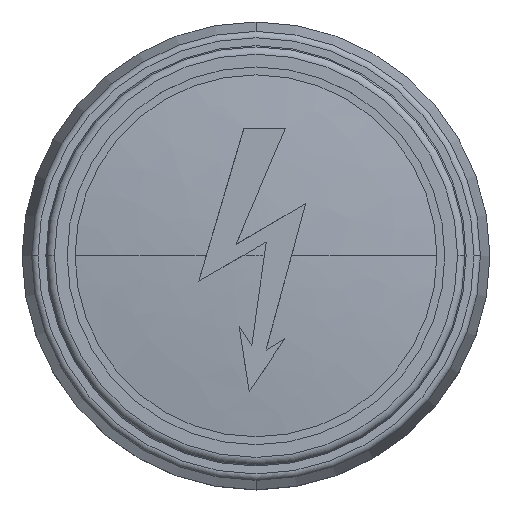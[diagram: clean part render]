
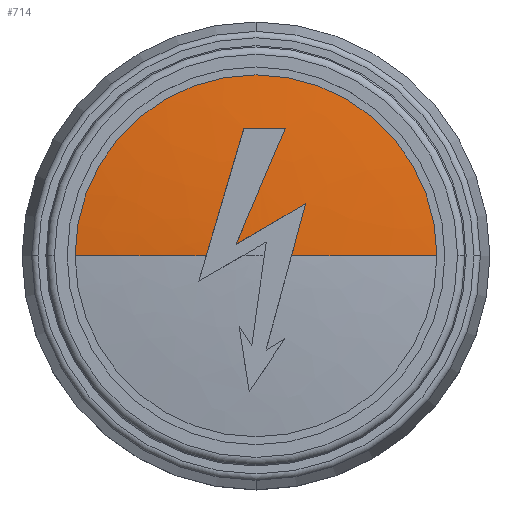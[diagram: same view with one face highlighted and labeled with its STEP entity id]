
A CAD part, top view. The second image highlights one B-rep face of the part: STEP entity #714.
In plain terms, the highlighted free-form (B-spline) face has degree [2, 2] with [3, 9] control points.
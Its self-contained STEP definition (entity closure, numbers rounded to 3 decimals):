
#214=CARTESIAN_POINT('',(0.,11.41,10.));
#215=VERTEX_POINT('',#214);
#224=CARTESIAN_POINT('',(11.41,0.0,10.0));
#225=VERTEX_POINT('',#224);
#226=CARTESIAN_POINT('',(0.,0.0,10.));
#227=DIRECTION('',(0.0,0.0,1.0));
#228=DIRECTION('',(0.0,1.0,0.0));
#229=AXIS2_PLACEMENT_3D('',#226,#227,#228);
#230=CIRCLE('',#229,11.41);
#231=EDGE_CURVE('',#225,#215,#230,.T.);
#598=CARTESIAN_POINT('',(-11.41,0.,10.));
#599=CARTESIAN_POINT('',(-6.296,0.,10.654));
#600=CARTESIAN_POINT('',(-1.142,0.,10.779));
#601=CARTESIAN_POINT('',(-11.41,11.41,10.));
#602=CARTESIAN_POINT('',(-6.296,6.296,10.654));
#603=CARTESIAN_POINT('',(-1.142,1.142,10.779));
#604=CARTESIAN_POINT('',(0.,11.41,10.));
#605=CARTESIAN_POINT('',(0.,6.296,10.654));
#606=CARTESIAN_POINT('',(0.,1.142,10.779));
#607=CARTESIAN_POINT('',(11.41,11.41,10.));
#608=CARTESIAN_POINT('',(6.296,6.296,10.654));
#609=CARTESIAN_POINT('',(1.142,1.142,10.779));
#610=CARTESIAN_POINT('',(11.41,0.,10.));
#611=CARTESIAN_POINT('',(6.296,0.,10.654));
#612=CARTESIAN_POINT('',(1.142,0.,10.779));
#613=CARTESIAN_POINT('',(11.41,-11.41,10.));
#614=CARTESIAN_POINT('',(6.296,-6.296,10.654));
#615=CARTESIAN_POINT('',(1.142,-1.142,10.779));
#616=CARTESIAN_POINT('',(0.,-11.41,10.));
#617=CARTESIAN_POINT('',(0.,-6.296,10.654));
#618=CARTESIAN_POINT('',(0.,-1.142,10.779));
#619=CARTESIAN_POINT('',(-11.41,-11.41,10.));
#620=CARTESIAN_POINT('',(-6.296,-6.296,10.654));
#621=CARTESIAN_POINT('',(-1.142,-1.142,10.779));
#622=CARTESIAN_POINT('',(-11.41,0.,10.));
#623=CARTESIAN_POINT('',(-6.296,0.,10.654));
#624=CARTESIAN_POINT('',(-1.142,0.,10.779));
#632=(BOUNDED_SURFACE()B_SPLINE_SURFACE(2,2,((#598,#601,#604,#607,#610,#613,#616,#619,#622),(#599,#602,#605,#608,#611,#614,#617,#620,#623),(#600,#603,#606,#609,#612,#615,#618,#621,#624)),.UNSPECIFIED.,.F.,.T.,.U.)B_SPLINE_SURFACE_WITH_KNOTS((3,3),(3,2,2,2,3),(1.444,1.547),(0.0,1.571,3.142,4.712,6.283),.UNSPECIFIED.)GEOMETRIC_REPRESENTATION_ITEM()RATIONAL_B_SPLINE_SURFACE(((1.0,0.707,1.0,0.707,1.0,0.707,1.0,0.707,1.0),(0.999,0.706,0.999,0.706,0.999,0.706,0.999,0.706,0.999),(1.0,0.707,1.0,0.707,1.0,0.707,1.0,0.707,1.0)))REPRESENTATION_ITEM('')SURFACE());
#633=CARTESIAN_POINT('',(2.241,0.,10.746));
#634=VERTEX_POINT('',#633);
#635=CARTESIAN_POINT('',(-1.278,0.0,-89.192));
#636=DIRECTION('',(0.0,1.0,0.0));
#637=DIRECTION('',(1.0,0.0,0.0));
#638=AXIS2_PLACEMENT_3D('',#635,#636,#637);
#639=CIRCLE('',#638,100.0);
#640=EDGE_CURVE('',#634,#225,#639,.T.);
#641=ORIENTED_EDGE('',*,*,#640,.T.);
#642=ORIENTED_EDGE('',*,*,#231,.T.);
#643=CARTESIAN_POINT('',(-11.41,0.,10.0));
#644=VERTEX_POINT('',#643);
#645=CARTESIAN_POINT('',(0.,0.0,10.));
#646=DIRECTION('',(0.0,0.0,1.0));
#647=DIRECTION('',(0.0,1.0,0.0));
#648=AXIS2_PLACEMENT_3D('',#645,#646,#647);
#649=CIRCLE('',#648,11.41);
#650=EDGE_CURVE('',#215,#644,#649,.T.);
#651=ORIENTED_EDGE('',*,*,#650,.T.);
#652=CARTESIAN_POINT('',(-3.14,0.,10.711));
#653=VERTEX_POINT('',#652);
#654=CARTESIAN_POINT('',(1.278,0.,-89.192));
#655=DIRECTION('',(0.0,-1.0,0.0));
#656=DIRECTION('',(-1.0,0.0,0.0));
#657=AXIS2_PLACEMENT_3D('',#654,#655,#656);
#658=CIRCLE('',#657,100.0);
#659=EDGE_CURVE('',#653,#644,#658,.T.);
#660=ORIENTED_EDGE('',*,*,#659,.F.);
#661=CARTESIAN_POINT('',(-0.764,8.06,10.368));
#662=VERTEX_POINT('',#661);
#663=CARTESIAN_POINT('',(-3.14,0.,10.711));
#664=CARTESIAN_POINT('',(-3.056,0.285,10.714));
#665=CARTESIAN_POINT('',(-2.973,0.569,10.716));
#666=CARTESIAN_POINT('',(-2.2,3.19,10.716));
#667=CARTESIAN_POINT('',(-1.488,5.604,10.592));
#668=CARTESIAN_POINT('',(-0.764,8.06,10.368));
#669=B_SPLINE_CURVE_WITH_KNOTS('',3,(#663,#664,#665,#666,#667,#668),.UNSPECIFIED.,.F.,.U.,(4,2,4),(29.279,29.367,30.098),.UNSPECIFIED.);
#670=EDGE_CURVE('',#653,#662,#669,.T.);
#671=ORIENTED_EDGE('',*,*,#670,.T.);
#672=CARTESIAN_POINT('',(1.851,8.06,10.351));
#673=VERTEX_POINT('',#672);
#674=CARTESIAN_POINT('',(-0.764,8.06,10.368));
#675=CARTESIAN_POINT('',(-0.508,8.06,10.37));
#676=CARTESIAN_POINT('',(-0.254,8.06,10.371));
#677=CARTESIAN_POINT('',(0.612,8.06,10.371));
#678=CARTESIAN_POINT('',(1.23,8.06,10.365));
#679=CARTESIAN_POINT('',(1.851,8.06,10.351));
#680=B_SPLINE_CURVE_WITH_KNOTS('',3,(#674,#675,#676,#677,#678,#679),.UNSPECIFIED.,.F.,.U.,(4,2,4),(29.207,29.283,29.467),.UNSPECIFIED.);
#681=EDGE_CURVE('',#662,#673,#680,.T.);
#682=ORIENTED_EDGE('',*,*,#681,.T.);
#683=CARTESIAN_POINT('',(-1.26,0.729,10.771));
#684=VERTEX_POINT('',#683);
#685=CARTESIAN_POINT('',(1.851,8.06,10.351));
#686=CARTESIAN_POINT('',(1.407,7.014,10.459));
#687=CARTESIAN_POINT('',(0.966,5.975,10.545));
#688=CARTESIAN_POINT('',(-0.076,3.518,10.706));
#689=CARTESIAN_POINT('',(-0.674,2.11,10.766));
#690=CARTESIAN_POINT('',(-1.26,0.729,10.771));
#691=B_SPLINE_CURVE_WITH_KNOTS('',3,(#685,#686,#687,#688,#689,#690),.UNSPECIFIED.,.F.,.U.,(4,2,4),(28.588,28.911,29.36),.UNSPECIFIED.);
#692=EDGE_CURVE('',#673,#684,#691,.T.);
#693=ORIENTED_EDGE('',*,*,#692,.T.);
#694=CARTESIAN_POINT('',(3.134,3.294,10.638));
#695=VERTEX_POINT('',#694);
#696=CARTESIAN_POINT('',(-1.26,0.729,10.771));
#697=CARTESIAN_POINT('',(-1.052,0.851,10.774));
#698=CARTESIAN_POINT('',(-0.844,0.972,10.776));
#699=CARTESIAN_POINT('',(0.598,1.813,10.776));
#700=CARTESIAN_POINT('',(1.857,2.548,10.721));
#701=CARTESIAN_POINT('',(3.134,3.294,10.638));
#702=B_SPLINE_CURVE_WITH_KNOTS('',3,(#696,#697,#698,#699,#700,#701),.UNSPECIFIED.,.F.,.U.,(4,2,4),(29.307,29.379,29.808),.UNSPECIFIED.);
#703=EDGE_CURVE('',#684,#695,#702,.T.);
#704=ORIENTED_EDGE('',*,*,#703,.T.);
#705=CARTESIAN_POINT('',(3.134,3.294,10.638));
#706=CARTESIAN_POINT('',(2.833,2.182,10.697));
#707=CARTESIAN_POINT('',(2.535,1.083,10.736));
#708=CARTESIAN_POINT('',(2.241,0.,10.746));
#709=B_SPLINE_CURVE_WITH_KNOTS('',3,(#705,#706,#707,#708),.UNSPECIFIED.,.F.,.U.,(4,4),(28.98,29.315),.UNSPECIFIED.);
#710=EDGE_CURVE('',#695,#634,#709,.T.);
#711=ORIENTED_EDGE('',*,*,#710,.T.);
#712=EDGE_LOOP('',(#641,#642,#651,#660,#671,#682,#693,#704,#711));
#713=FACE_OUTER_BOUND('',#712,.T.);
#714=ADVANCED_FACE('',(#713),#632,.T.);
